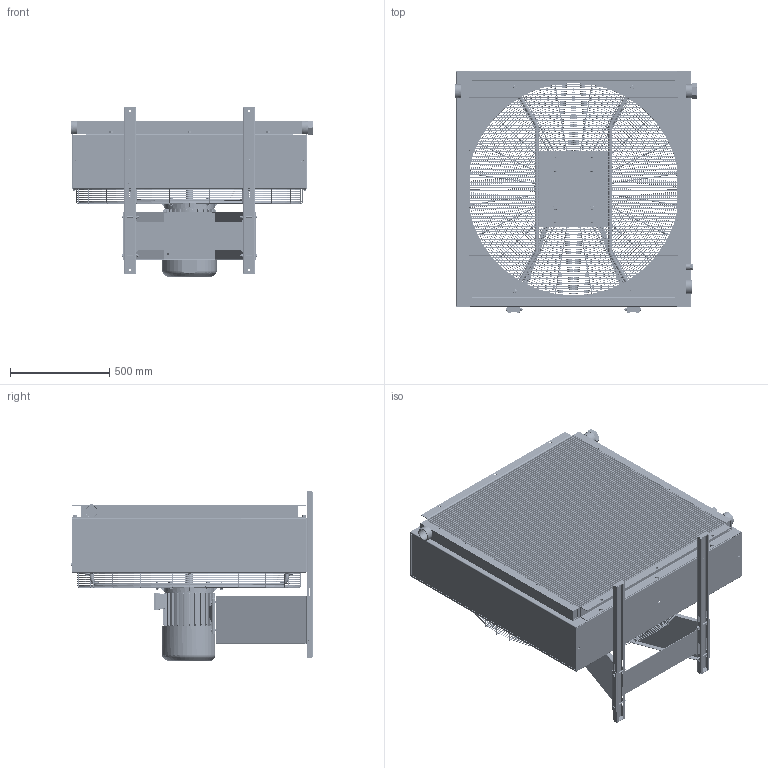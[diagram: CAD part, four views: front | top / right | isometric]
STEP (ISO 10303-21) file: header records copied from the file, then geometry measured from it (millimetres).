
FILE_DESCRIPTION((''),'2;1');
FILE_NAME('LAC-110-6-A-00-000-0-0.stp','2008-06-10T12:59:02',('smasc'),(''),'Autodesk Inventor 2008','Autodesk Inventor 2008','');
FILE_SCHEMA(('AUTOMOTIVE_DESIGN { 1 0 10303 214 1 1 1 1 }'));
Length unit declared in the file: millimetre
Products named in the file (1): Part3
Bounding box: 1217.5 x 1217 x 854.5 mm (x, y, z)
Volume: 10048.6 mm3; surface area: 20948620.1 mm2
Topology: 29 solids, 30 shells, 5112 faces, 12802 edges, 7944 vertices
Faces by surface type: plane 3054, cylinder 1057, cone 373, bspline 315, sphere 169, torus 144
Full cylindrical faces by diameter (mm): 2 x1, 5 x62, 6 x4, 6.4 x2, 8 x28, 8.4 x14, 8.88 x2, 9 x4, 10 x12, 10.5 x8, 11 x4, 11.6 x4, 11.63 x10, 11.7 x1, 12 x40, 13 x25, 14 x5, 14.1 x1, 14.63 x4, 15 x8, 15.6 x4, 16 x14, 16.63 x7, 16.667 x1, 17.4 x4, 18.631 x1, 20 x19, 21 x2, 24 x11, 28.5 x1
Entity records: 157943 total; most frequent: CARTESIAN_POINT 38337, ORIENTED_EDGE 23612, DIRECTION 22799, EDGE_CURVE 11806, AXIS2_PLACEMENT_3D 7748, VERTEX_POINT 7728, VECTOR 7303, LINE 7303
